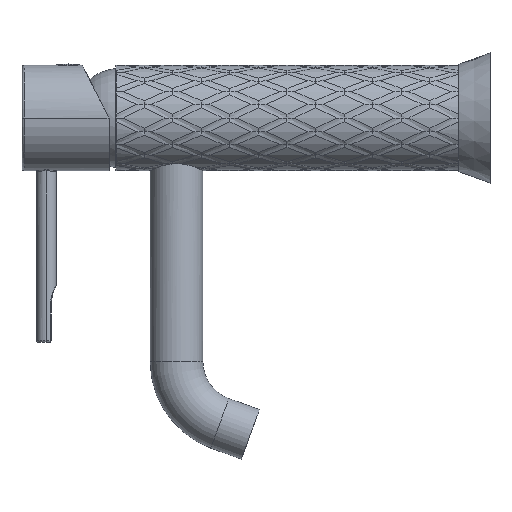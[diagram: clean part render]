
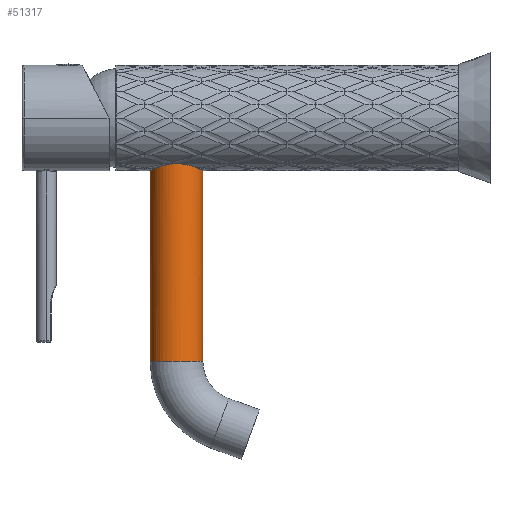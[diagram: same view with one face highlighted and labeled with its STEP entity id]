
A CAD part, left-side view. The second image highlights one B-rep face of the part: STEP entity #51317.
In plain terms, the highlighted cylindrical face has radius 10 mm (diameter 20 mm), a partial arc.
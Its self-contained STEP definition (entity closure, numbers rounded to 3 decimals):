
#600 = EDGE_CURVE ( 'NONE', #126147, #39294, #3442, .T. ) ;
#2544 = VERTEX_POINT ( 'NONE', #47060 ) ;
#3442 = CIRCLE ( 'NONE', #112222, 10. ) ;
#5274 = CARTESIAN_POINT ( 'NONE',  ( 0., 96.683, -20. ) ) ;
#7314 = CARTESIAN_POINT ( 'NONE',  ( 0., 96.683, 0. ) ) ;
#8006 = CARTESIAN_POINT ( 'NONE',  ( -0.336, 96.683, -20. ) ) ;
#8518 = ORIENTED_EDGE ( 'NONE', *, *, #142934, .F. ) ;
#13676 = VECTOR ( 'NONE', #23749, 1000. ) ;
#14562 = CARTESIAN_POINT ( 'NONE',  ( -6.854, 113.973, -18.791 ) ) ;
#18189 = CARTESIAN_POINT ( 'NONE',  ( -3.262, 116.16, -19.742 ) ) ;
#20007 = CARTESIAN_POINT ( 'NONE',  ( -9.916, 108.016, -17.369 ) ) ;
#20915 = CARTESIAN_POINT ( 'NONE',  ( -5.323, 98.212, -19.281 ) ) ;
#21533 = CARTESIAN_POINT ( 'NONE',  ( 0., 116.683, -92.304 ) ) ;
#23749 = DIRECTION ( 'NONE',  ( 0., 0., -1. ) ) ;
#28039 = EDGE_CURVE ( 'NONE', #2544, #126147, #131594, .T. ) ;
#28407 = CARTESIAN_POINT ( 'NONE',  ( -5.32, 115.157, -19.282 ) ) ;
#34745 = CARTESIAN_POINT ( 'NONE',  ( -9.668, 109.324, -17.509 ) ) ;
#35651 = CARTESIAN_POINT ( 'NONE',  ( -0.671, 96.7, -19.992 ) ) ;
#36568 = CARTESIAN_POINT ( 'NONE',  ( -4.471, 97.732, -19.496 ) ) ;
#39098 = FACE_OUTER_BOUND ( 'NONE', #78797, .T. ) ;
#39294 = VERTEX_POINT ( 'NONE', #162387 ) ;
#39381 = CARTESIAN_POINT ( 'NONE',  ( 0., 116.683, 0. ) ) ;
#46744 = CARTESIAN_POINT ( 'NONE',  ( -3.267, 97.21, -19.741 ) ) ;
#47060 = CARTESIAN_POINT ( 'NONE',  ( 0., 116.683, -20. ) ) ;
#49477 = CARTESIAN_POINT ( 'NONE',  ( -7.933, 100.586, -18.361 ) ) ;
#51097 = CYLINDRICAL_SURFACE ( 'NONE', #66061, 10. ) ;
#51317 = ADVANCED_FACE ( 'NONE', ( #39098 ), #51097, .T. ) ;
#57881 = CARTESIAN_POINT ( 'NONE',  ( -5.855, 114.796, -19.126 ) ) ;
#61475 = CARTESIAN_POINT ( 'NONE',  ( -8.65, 101.656, -18.033 ) ) ;
#62388 = CARTESIAN_POINT ( 'NONE',  ( -9.101, 102.527, -17.81 ) ) ;
#63300 = CARTESIAN_POINT ( 'NONE',  ( -8.124, 100.844, -18.277 ) ) ;
#64917 = DIRECTION ( 'NONE',  ( 0., 0., -1. ) ) ;
#66061 = AXIS2_PLACEMENT_3D ( 'NONE', #138600, #64917, #79647 ) ;
#68804 = VECTOR ( 'NONE', #108600, 1000. ) ;
#70773 = CARTESIAN_POINT ( 'NONE',  ( -7.535, 113.289, -18.533 ) ) ;
#71688 = CARTESIAN_POINT ( 'NONE',  ( -0.331, 116.683, -20. ) ) ;
#74395 = CARTESIAN_POINT ( 'NONE',  ( -4.173, 115.777, -19.562 ) ) ;
#75304 = CARTESIAN_POINT ( 'NONE',  ( -9.983, 107.354, -17.33 ) ) ;
#78797 = EDGE_LOOP ( 'NONE', ( #8518, #120507, #104378, #100410 ) ) ;
#78943 = CARTESIAN_POINT ( 'NONE',  ( -6.125, 98.753, -19.047 ) ) ;
#79647 = DIRECTION ( 'NONE',  ( 0., 1., 0. ) ) ;
#84586 = CARTESIAN_POINT ( 'NONE',  ( -1.329, 116.6, -19.959 ) ) ;
#85484 = CARTESIAN_POINT ( 'NONE',  ( -0.663, 116.667, -19.992 ) ) ;
#90904 = CARTESIAN_POINT ( 'NONE',  ( -9.099, 110.845, -17.811 ) ) ;
#96055 = EDGE_CURVE ( 'NONE', #2544, #134683, #134388, .T. ) ;
#100410 = ORIENTED_EDGE ( 'NONE', *, *, #600, .T. ) ;
#102919 = CARTESIAN_POINT ( 'NONE',  ( -9.479, 103.432, -17.613 ) ) ;
#104378 = ORIENTED_EDGE ( 'NONE', *, *, #28039, .T. ) ;
#105655 = CARTESIAN_POINT ( 'NONE',  ( -2.642, 97.016, -19.835 ) ) ;
#105891 = CARTESIAN_POINT ( 'NONE',  ( 0., 106.683, -92.304 ) ) ;
#106557 = CARTESIAN_POINT ( 'NONE',  ( -9.475, 109.947, -17.616 ) ) ;
#108600 = DIRECTION ( 'NONE',  ( 0., 0., -1. ) ) ;
#112222 = AXIS2_PLACEMENT_3D ( 'NONE', #105891, #149224, #161186 ) ;
#114074 = CARTESIAN_POINT ( 'NONE',  ( -6.613, 114.192, -18.877 ) ) ;
#114971 = CARTESIAN_POINT ( 'NONE',  ( -7.942, 112.795, -18.36 ) ) ;
#117272 = CARTESIAN_POINT ( 'NONE',  ( 0., 96.683, -20. ) ) ;
#117687 = CARTESIAN_POINT ( 'NONE',  ( -9.672, 104.059, -17.506 ) ) ;
#118604 = CARTESIAN_POINT ( 'NONE',  ( -9.919, 105.37, -17.367 ) ) ;
#120507 = ORIENTED_EDGE ( 'NONE', *, *, #96055, .F. ) ;
#121344 = CARTESIAN_POINT ( 'NONE',  ( -9.869, 105.037, -17.396 ) ) ;
#126147 = VERTEX_POINT ( 'NONE', #21533 ) ;
#127901 = CARTESIAN_POINT ( 'NONE',  ( -2.634, 116.353, -19.837 ) ) ;
#130618 = CARTESIAN_POINT ( 'NONE',  ( -4.471, 115.635, -19.496 ) ) ;
#131511 = CARTESIAN_POINT ( 'NONE',  ( -7.306, 99.847, -18.62 ) ) ;
#131594 = LINE ( 'NONE', #39381, #13676 ) ;
#133335 = CARTESIAN_POINT ( 'NONE',  ( -8.959, 111.138, -17.882 ) ) ;
#134242 = CARTESIAN_POINT ( 'NONE',  ( -7.524, 100.088, -18.532 ) ) ;
#134388 = B_SPLINE_CURVE_WITH_KNOTS ( 'NONE', 3,
 ( #144431, #71688, #85484, #84586, #155530, #127901, #18189, #74395, #130618, #154631, #28407, #57881, #140821, #114074, #14562, #70773, #114971, #156435, #171150, #133335, #90904, #106557, #34745, #146245, #20007, #75304, #162772, #159132, #118604, #121344, #117687, #102919, #62388, #145341, #61475, #135156, #63300, #49477, #134242, #131511, #160048, #78943, #20915, #175690, #36568, #160945, #46744, #105655, #147148, #161860, #35651, #8006, #5274 ),
 .UNSPECIFIED., .F., .F.,
 ( 4, 2, 2, 2, 2, 2, 2, 2, 2, 2, 2, 2, 2, 1, 2, 2, 2, 2, 2, 2, 2, 2, 2, 2, 2, 2, 4 ),
 ( 0.032, 0.033, 0.034, 0.036, 0.037, 0.038, 0.039, 0.04, 0.042, 0.043, 0.044, 0.046, 0.047, 0.048, 0.049, 0.05, 0.052, 0.052, 0.053, 0.054, 0.055, 0.057, 0.058, 0.059, 0.061, 0.062, 0.063 ),
 .UNSPECIFIED. ) ;
#134683 = VERTEX_POINT ( 'NONE', #117272 ) ;
#135156 = CARTESIAN_POINT ( 'NONE',  ( -8.483, 101.379, -18.113 ) ) ;
#138600 = CARTESIAN_POINT ( 'NONE',  ( 0., 106.683, 0. ) ) ;
#140821 = CARTESIAN_POINT ( 'NONE',  ( -6.114, 114.603, -19.044 ) ) ;
#142934 = EDGE_CURVE ( 'NONE', #134683, #39294, #151922, .T. ) ;
#144431 = CARTESIAN_POINT ( 'NONE',  ( 0., 116.683, -20. ) ) ;
#145341 = CARTESIAN_POINT ( 'NONE',  ( -8.959, 102.229, -17.882 ) ) ;
#146245 = CARTESIAN_POINT ( 'NONE',  ( -9.866, 108.349, -17.397 ) ) ;
#147148 = CARTESIAN_POINT ( 'NONE',  ( -1.671, 96.818, -19.933 ) ) ;
#149224 = DIRECTION ( 'NONE',  ( 0., 0., 1. ) ) ;
#151922 = LINE ( 'NONE', #7314, #68804 ) ;
#154631 = CARTESIAN_POINT ( 'NONE',  ( -5.043, 115.325, -19.356 ) ) ;
#155530 = CARTESIAN_POINT ( 'NONE',  ( -1.661, 116.55, -19.934 ) ) ;
#156435 = CARTESIAN_POINT ( 'NONE',  ( -8.481, 111.992, -18.114 ) ) ;
#159132 = CARTESIAN_POINT ( 'NONE',  ( -9.984, 106.031, -17.33 ) ) ;
#160048 = CARTESIAN_POINT ( 'NONE',  ( -6.62, 99.161, -18.879 ) ) ;
#160945 = CARTESIAN_POINT ( 'NONE',  ( -4.173, 97.59, -19.562 ) ) ;
#161186 = DIRECTION ( 'NONE',  ( 0., -1., 0. ) ) ;
#161860 = CARTESIAN_POINT ( 'NONE',  ( -1.34, 96.768, -19.958 ) ) ;
#162387 = CARTESIAN_POINT ( 'NONE',  ( 0., 96.683, -92.304 ) ) ;
#162772 = CARTESIAN_POINT ( 'NONE',  ( -10.016, 106.693, -17.311 ) ) ;
#171150 = CARTESIAN_POINT ( 'NONE',  ( -8.65, 111.713, -18.034 ) ) ;
#175690 = CARTESIAN_POINT ( 'NONE',  ( -5.046, 98.044, -19.355 ) ) ;
